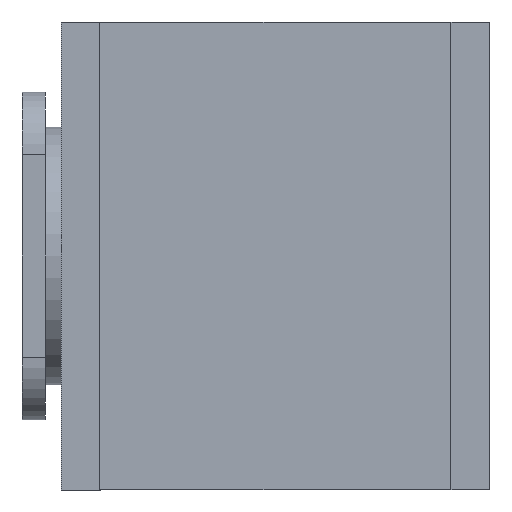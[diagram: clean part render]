
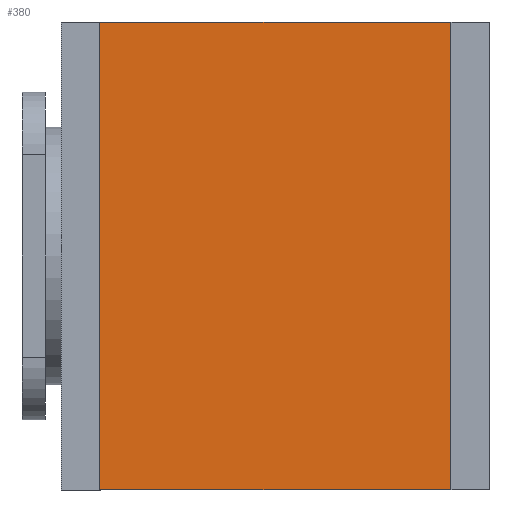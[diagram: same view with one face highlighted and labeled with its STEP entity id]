
A CAD part, left-side view. The second image highlights one B-rep face of the part: STEP entity #380.
In plain terms, the highlighted planar face has unit normal (-1, 0, 0).
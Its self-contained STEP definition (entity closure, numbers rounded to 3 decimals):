
#16 = CARTESIAN_POINT ( 'NONE',  ( -30., 0., 30. ) ) ;
#75 = VERTEX_POINT ( 'NONE', #1413 ) ;
#97 = FACE_OUTER_BOUND ( 'NONE', #621, .T. ) ;
#288 = VECTOR ( 'NONE', #351, 1000. ) ;
#341 = DIRECTION ( 'NONE',  ( 0., 0., -1. ) ) ;
#351 = DIRECTION ( 'NONE',  ( 0., 0., 1. ) ) ;
#356 = LINE ( 'NONE', #868, #288 ) ;
#380 = ADVANCED_FACE ( 'NONE', ( #97 ), #1034, .F. ) ;
#395 = CARTESIAN_POINT ( 'NONE',  ( -30., 0., -30. ) ) ;
#540 = EDGE_CURVE ( 'NONE', #75, #1534, #884, .T. ) ;
#542 = VERTEX_POINT ( 'NONE', #1352 ) ;
#552 = CARTESIAN_POINT ( 'NONE',  ( -30., 45., -30. ) ) ;
#558 = VERTEX_POINT ( 'NONE', #395 ) ;
#559 = VECTOR ( 'NONE', #750, 1000. ) ;
#587 = EDGE_CURVE ( 'NONE', #542, #558, #901, .T. ) ;
#589 = VECTOR ( 'NONE', #634, 1000. ) ;
#621 = EDGE_LOOP ( 'NONE', ( #1502, #686, #805, #769 ) ) ;
#634 = DIRECTION ( 'NONE',  ( 0., -1., 0. ) ) ;
#686 = ORIENTED_EDGE ( 'NONE', *, *, #540, .F. ) ;
#750 = DIRECTION ( 'NONE',  ( 0., -1., 0. ) ) ;
#761 = LINE ( 'NONE', #1477, #900 ) ;
#769 = ORIENTED_EDGE ( 'NONE', *, *, #587, .T. ) ;
#805 = ORIENTED_EDGE ( 'NONE', *, *, #1141, .F. ) ;
#868 = CARTESIAN_POINT ( 'NONE',  ( -30., 0., -30. ) ) ;
#884 = LINE ( 'NONE', #1258, #559 ) ;
#900 = VECTOR ( 'NONE', #1463, 1000. ) ;
#901 = LINE ( 'NONE', #1482, #589 ) ;
#1034 = PLANE ( 'NONE',  #1458 ) ;
#1067 = EDGE_CURVE ( 'NONE', #558, #1534, #356, .T. ) ;
#1141 = EDGE_CURVE ( 'NONE', #542, #75, #761, .T. ) ;
#1258 = CARTESIAN_POINT ( 'NONE',  ( -30., 45., 30. ) ) ;
#1352 = CARTESIAN_POINT ( 'NONE',  ( -30., 45., -30. ) ) ;
#1409 = DIRECTION ( 'NONE',  ( 1., 0., 0. ) ) ;
#1413 = CARTESIAN_POINT ( 'NONE',  ( -30., 45., 30. ) ) ;
#1458 = AXIS2_PLACEMENT_3D ( 'NONE', #552, #1409, #341 ) ;
#1463 = DIRECTION ( 'NONE',  ( 0., 0., 1. ) ) ;
#1477 = CARTESIAN_POINT ( 'NONE',  ( -30., 45., -30. ) ) ;
#1482 = CARTESIAN_POINT ( 'NONE',  ( -30., 45., -30. ) ) ;
#1502 = ORIENTED_EDGE ( 'NONE', *, *, #1067, .T. ) ;
#1534 = VERTEX_POINT ( 'NONE', #16 ) ;
